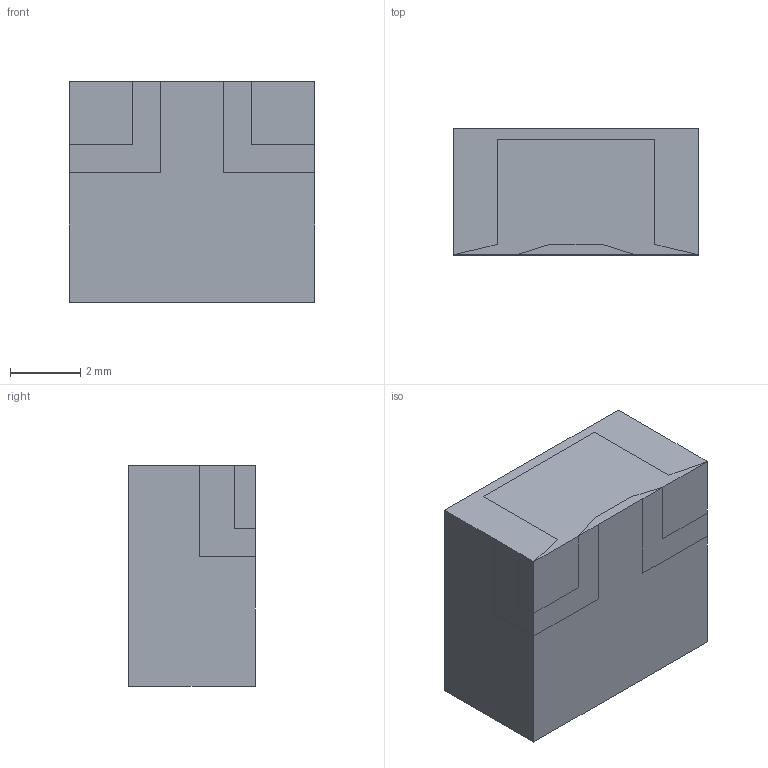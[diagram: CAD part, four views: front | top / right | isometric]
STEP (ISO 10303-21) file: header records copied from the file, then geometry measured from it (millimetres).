
FILE_DESCRIPTION(('STEP AP203'), '1');
FILE_NAME('ÍØÁÀ.434834.004_Ôèëüòð ÔÊÏ1-204-1,582-60', '', ('UNSPECIFIED'), ('UNSPECIFIED'), 'ASCON STEP Converter 1.6', 'ASCON Math Kernel', '');
FILE_SCHEMA(('CONFIG_CONTROL_DESIGN'));
Length unit declared in the file: millimetre
Products named in the file (1): НШБА.434834.004_Фильтр ФКП1-204-1,582-60
Bounding box: 7 x 3.6 x 6.3 mm (x, y, z)
Volume: 158.8 mm3; surface area: 184 mm2
Topology: 1 solids, 1 shells, 343 faces, 916 edges, 610 vertices
Faces by surface type: plane 213, bspline 124, cylinder 6
Entity records: 24815 total; most frequent: CARTESIAN_POINT 14524, ORIENTED_EDGE 1832, DIRECTION 1012, EDGE_CURVE 916, VERTEX_POINT 610, LINE 548, VECTOR 548, FACE_BOUND 378
